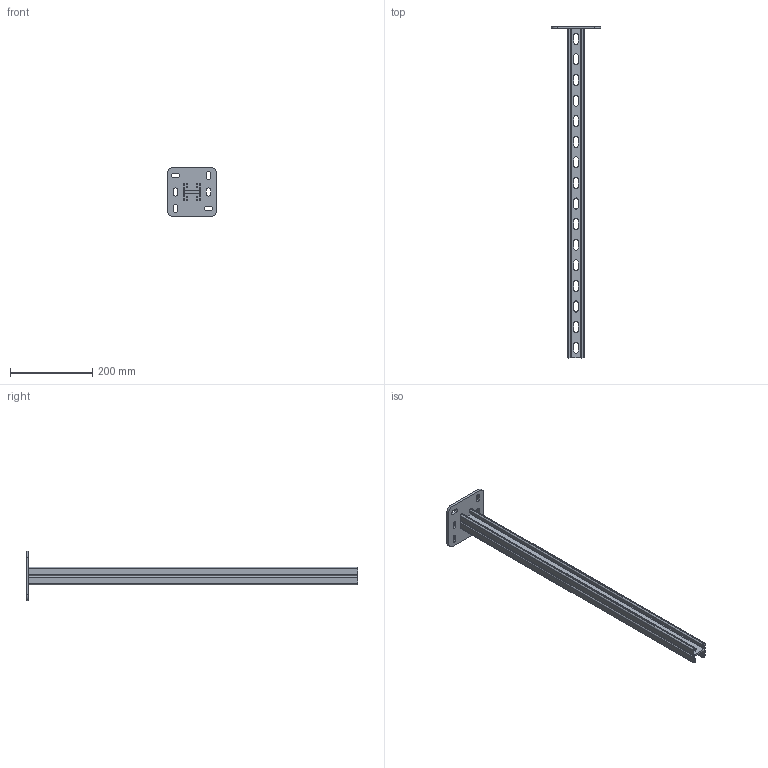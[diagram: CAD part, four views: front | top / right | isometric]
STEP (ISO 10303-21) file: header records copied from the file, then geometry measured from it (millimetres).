
FILE_DESCRIPTION (( 'STEP AP203' ), '1' );
FILE_NAME ('Ïîäâåñ BSD-21_BSD2108.STEP', '2012-11-16T08:59:58', ( 'Àñååâ' ), ( '' ), 'SwSTEP 2.0', 'SolidWorks 2012', '' );
FILE_SCHEMA (( 'CONFIG_CONTROL_DESIGN' ));
Length unit declared in the file: millimetre
Products named in the file (1): 砐鳱殥 BSD-21_BSD2108
Bounding box: 120 x 806 x 120 mm (x, y, z)
Volume: 462849.5 mm3; surface area: 305270.2 mm2
Topology: 1 solids, 1 shells, 153 faces, 450 edges, 300 vertices
Faces by surface type: plane 81, cylinder 72
Entity records: 5293 total; most frequent: CARTESIAN_POINT 904, DIRECTION 902, ORIENTED_EDGE 900, EDGE_CURVE 450, VECTOR 306, LINE 306, VERTEX_POINT 300, AXIS2_PLACEMENT_3D 298
